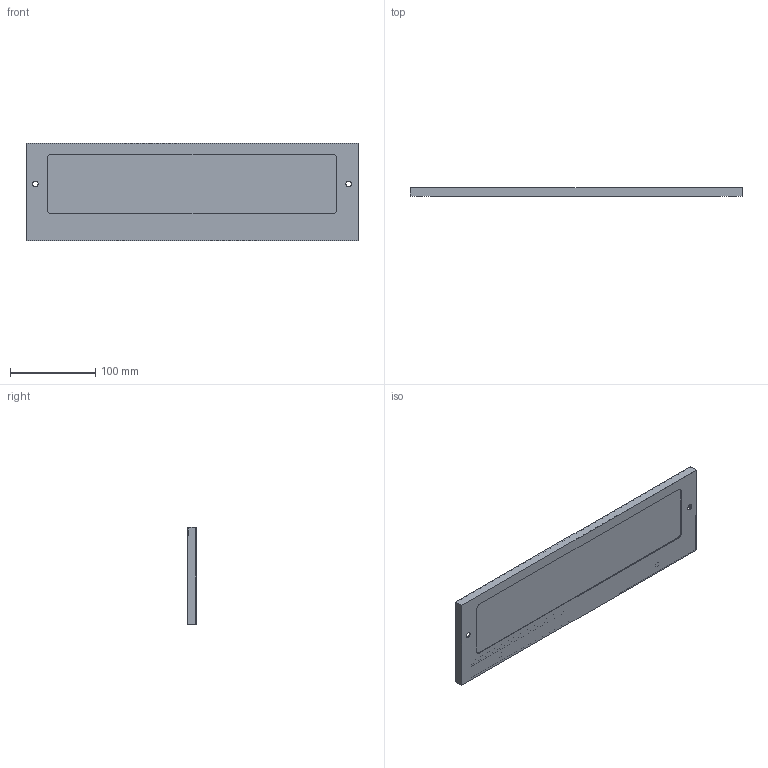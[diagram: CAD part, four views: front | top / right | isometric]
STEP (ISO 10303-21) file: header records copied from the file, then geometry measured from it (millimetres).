
FILE_DESCRIPTION (( 'STEP AP214' ), '1' );
FILE_NAME ('BE05-390-115M.STEP', '2021-06-03T05:20:13', ( '' ), ( '' ), 'SwSTEP 2.0', 'SolidWorks 2017', '' );
FILE_SCHEMA (( 'AUTOMOTIVE_DESIGN' ));
Length unit declared in the file: millimetre
Products named in the file (5): Ùåòêà; hex flange nut_din_Hexagon Flange Nut DIN 6923 - M6 - N; BE05-390-115M; Ïðèæèìíàÿ ïëàíêà; Ðàìêà êàáåëüíîãî ââîäà
Assembly tree (5 placements, depth 2):
  BE05-390-115M
    Ïðèæèìíàÿ ïëàíêà
    Ðàìêà êàáåëüíîãî ââîäà
    Ùåòêà
    hex flange nut_din_Hexagon Flange Nut DIN 6923 - M6 - N  x2
Bounding box: 390 x 10 x 115 mm (x, y, z)
Volume: 109751.6 mm3; surface area: 157123.3 mm2
Topology: 5 solids, 5 shells, 119 faces, 278 edges, 172 vertices
Faces by surface type: plane 55, cylinder 24, cone 24, bspline 12, torus 4
Entity records: 2902 total; most frequent: CARTESIAN_POINT 699, ORIENTED_EDGE 416, DIRECTION 408, EDGE_CURVE 208, AXIS2_PLACEMENT_3D 143, VERTEX_POINT 132, LINE 122, VECTOR 122
